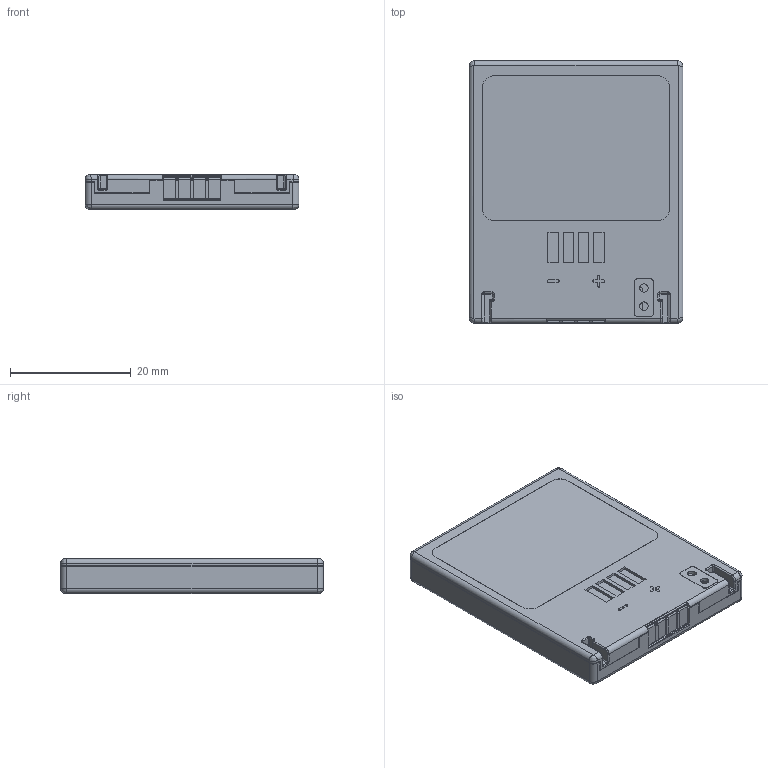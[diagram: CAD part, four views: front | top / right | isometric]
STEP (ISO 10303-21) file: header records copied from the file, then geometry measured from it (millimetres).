
FILE_DESCRIPTION((''),'2;1');
FILE_NAME('EAP_S.stp','2012-03-28T08:53:04',('hschnirch'),(''),'Autodesk Inventor 2011','Autodesk Inventor 2011','');
FILE_SCHEMA(('AUTOMOTIVE_DESIGN { 1 0 10303 214 1 1 1 1 }'));
Length unit declared in the file: millimetre
Products named in the file (1): Bauteil1
Bounding box: 35.4 x 43.5 x 5.8 mm (x, y, z)
Volume: 2341.6 mm3; surface area: 8114.4 mm2
Topology: 1 solids, 1 shells, 679 faces, 1854 edges, 1137 vertices
Faces by surface type: plane 364, cylinder 214, bspline 55, torus 18, sphere 16, cone 12
Full cylindrical faces by diameter (mm): 1.4 x2
Entity records: 25351 total; most frequent: CARTESIAN_POINT 7600, ORIENTED_EDGE 3648, DIRECTION 3496, EDGE_CURVE 1824, VECTOR 1240, LINE 1240, VERTEX_POINT 1135, AXIS2_PLACEMENT_3D 1128
